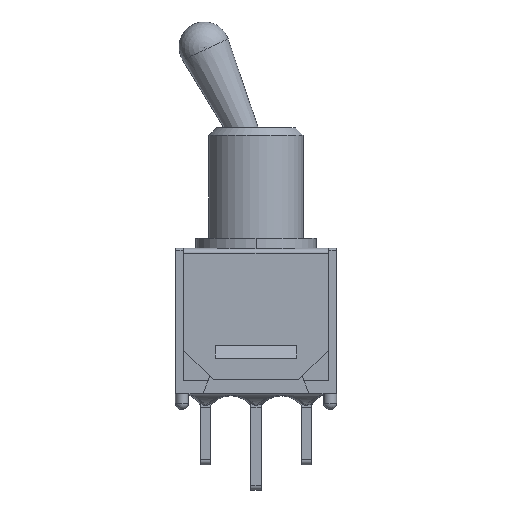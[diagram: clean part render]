
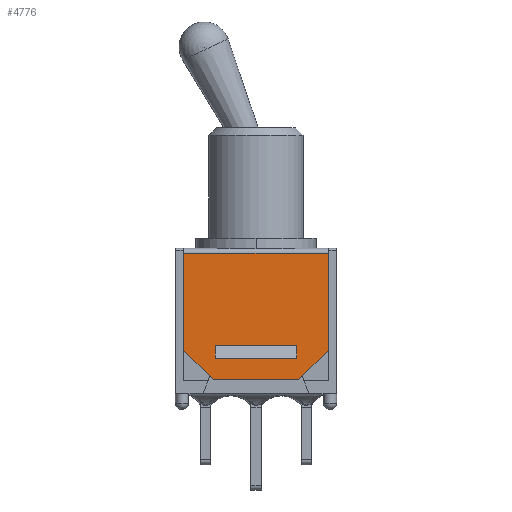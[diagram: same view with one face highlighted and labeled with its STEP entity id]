
A CAD part, top view. The second image highlights one B-rep face of the part: STEP entity #4776.
In plain terms, the highlighted planar face has unit normal (0, 0, 1).
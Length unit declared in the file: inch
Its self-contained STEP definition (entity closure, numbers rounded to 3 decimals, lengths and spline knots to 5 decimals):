
#54 = EDGE_CURVE ( 'NONE', #2941, #3160, #5546, .T. ) ;
#139 = ORIENTED_EDGE ( 'NONE', *, *, #1751, .T. ) ;
#153 = CARTESIAN_POINT ( 'NONE',  ( 0.14366, 0.31008, 0.09996 ) ) ;
#214 = CARTESIAN_POINT ( 'NONE',  ( 0.08461, 0.0589, 0.09996 ) ) ;
#424 = PLANE ( 'NONE',  #3612 ) ;
#428 = LINE ( 'NONE', #5756, #1311 ) ;
#472 = DIRECTION ( 'NONE',  ( 0., -1., 0. ) ) ;
#702 = DIRECTION ( 'NONE',  ( -1., 0., 0. ) ) ;
#733 = EDGE_CURVE ( 'NONE', #5503, #4422, #428, .T. ) ;
#931 = LINE ( 'NONE', #5868, #4849 ) ;
#993 = CARTESIAN_POINT ( 'NONE',  ( 0.14366, 0.11795, 0.09996 ) ) ;
#1165 = CARTESIAN_POINT ( 'NONE',  ( 0.08461, 0.0589, 0.09996 ) ) ;
#1263 = EDGE_CURVE ( 'NONE', #5366, #4422, #4862, .T. ) ;
#1311 = VECTOR ( 'NONE', #3809, 39.37008 ) ;
#1402 = ORIENTED_EDGE ( 'NONE', *, *, #733, .F. ) ;
#1403 = VECTOR ( 'NONE', #5517, 39.37008 ) ;
#1489 = ORIENTED_EDGE ( 'NONE', *, *, #2139, .T. ) ;
#1645 = LINE ( 'NONE', #5857, #2247 ) ;
#1660 = CARTESIAN_POINT ( 'NONE',  ( -0.14374, 0.11795, 0.09996 ) ) ;
#1751 = EDGE_CURVE ( 'NONE', #5503, #1953, #5456, .T. ) ;
#1791 = FACE_BOUND ( 'NONE', #4879, .T. ) ;
#1953 = VERTEX_POINT ( 'NONE', #1966 ) ;
#1966 = CARTESIAN_POINT ( 'NONE',  ( -0.08469, 0.0589, 0.09996 ) ) ;
#2010 = LINE ( 'NONE', #4050, #6010 ) ;
#2065 = CARTESIAN_POINT ( 'NONE',  ( 0.14366, 0.12701, 0.09996 ) ) ;
#2070 = CARTESIAN_POINT ( 'NONE',  ( -0.14374, 0.11795, 0.09996 ) ) ;
#2139 = EDGE_CURVE ( 'NONE', #3160, #5366, #3038, .T. ) ;
#2235 = CARTESIAN_POINT ( 'NONE',  ( 0.14366, 0.12701, 0.09996 ) ) ;
#2247 = VECTOR ( 'NONE', #3432, 39.37008 ) ;
#2328 = CARTESIAN_POINT ( 'NONE',  ( -0.14374, 0.31008, 0.09996 ) ) ;
#2396 = VECTOR ( 'NONE', #4958, 39.37008 ) ;
#2522 = LINE ( 'NONE', #4428, #2396 ) ;
#2531 = EDGE_CURVE ( 'NONE', #5608, #6014, #1645, .T. ) ;
#2770 = VECTOR ( 'NONE', #5420, 39.37008 ) ;
#2911 = VECTOR ( 'NONE', #4076, 39.37008 ) ;
#2935 = ORIENTED_EDGE ( 'NONE', *, *, #54, .T. ) ;
#2941 = VERTEX_POINT ( 'NONE', #1165 ) ;
#3035 = ORIENTED_EDGE ( 'NONE', *, *, #5378, .T. ) ;
#3038 = LINE ( 'NONE', #2065, #2770 ) ;
#3076 = EDGE_CURVE ( 'NONE', #3125, #4848, #931, .T. ) ;
#3125 = VERTEX_POINT ( 'NONE', #3850 ) ;
#3160 = VERTEX_POINT ( 'NONE', #993 ) ;
#3196 = CARTESIAN_POINT ( 'NONE',  ( -0.08134, 0.12701, 0.09996 ) ) ;
#3260 = ORIENTED_EDGE ( 'NONE', *, *, #4187, .T. ) ;
#3326 = VECTOR ( 'NONE', #6160, 39.37008 ) ;
#3432 = DIRECTION ( 'NONE',  ( 0., 1., 0. ) ) ;
#3486 = CARTESIAN_POINT ( 'NONE',  ( -0.08469, 0.0589, 0.09996 ) ) ;
#3612 = AXIS2_PLACEMENT_3D ( 'NONE', #2235, #5561, #4183 ) ;
#3653 = CARTESIAN_POINT ( 'NONE',  ( 0.08126, 0.10168, 0.09996 ) ) ;
#3675 = ORIENTED_EDGE ( 'NONE', *, *, #3076, .T. ) ;
#3809 = DIRECTION ( 'NONE',  ( 0., 1., 0. ) ) ;
#3850 = CARTESIAN_POINT ( 'NONE',  ( 0.08126, 0.12701, 0.09996 ) ) ;
#4050 = CARTESIAN_POINT ( 'NONE',  ( 0.08126, 0.10168, 0.09996 ) ) ;
#4076 = DIRECTION ( 'NONE',  ( 0.707, -0.707, 0. ) ) ;
#4151 = FACE_OUTER_BOUND ( 'NONE', #5352, .T. ) ;
#4167 = ORIENTED_EDGE ( 'NONE', *, *, #1263, .T. ) ;
#4183 = DIRECTION ( 'NONE',  ( 0., 1., 0. ) ) ;
#4187 = EDGE_CURVE ( 'NONE', #1953, #2941, #5262, .T. ) ;
#4422 = VERTEX_POINT ( 'NONE', #2328 ) ;
#4428 = CARTESIAN_POINT ( 'NONE',  ( 0.14366, 0.12701, 0.09996 ) ) ;
#4761 = ORIENTED_EDGE ( 'NONE', *, *, #5069, .F. ) ;
#4776 = ADVANCED_FACE ( 'NONE', ( #1791, #4151 ), #424, .T. ) ;
#4848 = VERTEX_POINT ( 'NONE', #3653 ) ;
#4849 = VECTOR ( 'NONE', #472, 39.37008 ) ;
#4862 = LINE ( 'NONE', #5303, #3326 ) ;
#4879 = EDGE_LOOP ( 'NONE', ( #4761, #3675, #3035, #5055 ) ) ;
#4909 = VECTOR ( 'NONE', #5334, 39.37008 ) ;
#4958 = DIRECTION ( 'NONE',  ( -1., 0., 0. ) ) ;
#5055 = ORIENTED_EDGE ( 'NONE', *, *, #2531, .T. ) ;
#5069 = EDGE_CURVE ( 'NONE', #3125, #6014, #2522, .T. ) ;
#5262 = LINE ( 'NONE', #3486, #4909 ) ;
#5303 = CARTESIAN_POINT ( 'NONE',  ( 0.14366, 0.31008, 0.09996 ) ) ;
#5334 = DIRECTION ( 'NONE',  ( 1., 0., 0. ) ) ;
#5352 = EDGE_LOOP ( 'NONE', ( #1402, #139, #3260, #2935, #1489, #4167 ) ) ;
#5366 = VERTEX_POINT ( 'NONE', #153 ) ;
#5378 = EDGE_CURVE ( 'NONE', #4848, #5608, #2010, .T. ) ;
#5420 = DIRECTION ( 'NONE',  ( 0., 1., 0. ) ) ;
#5456 = LINE ( 'NONE', #2070, #2911 ) ;
#5503 = VERTEX_POINT ( 'NONE', #1660 ) ;
#5517 = DIRECTION ( 'NONE',  ( 0.707, 0.707, 0. ) ) ;
#5546 = LINE ( 'NONE', #214, #1403 ) ;
#5561 = DIRECTION ( 'NONE',  ( 0., 0., 1. ) ) ;
#5608 = VERTEX_POINT ( 'NONE', #5903 ) ;
#5756 = CARTESIAN_POINT ( 'NONE',  ( -0.14374, 0.12701, 0.09996 ) ) ;
#5857 = CARTESIAN_POINT ( 'NONE',  ( -0.08134, 0.10168, 0.09996 ) ) ;
#5868 = CARTESIAN_POINT ( 'NONE',  ( 0.08126, 0.12701, 0.09996 ) ) ;
#5903 = CARTESIAN_POINT ( 'NONE',  ( -0.08134, 0.10168, 0.09996 ) ) ;
#6010 = VECTOR ( 'NONE', #702, 39.37008 ) ;
#6014 = VERTEX_POINT ( 'NONE', #3196 ) ;
#6160 = DIRECTION ( 'NONE',  ( -1., 0., 0. ) ) ;
